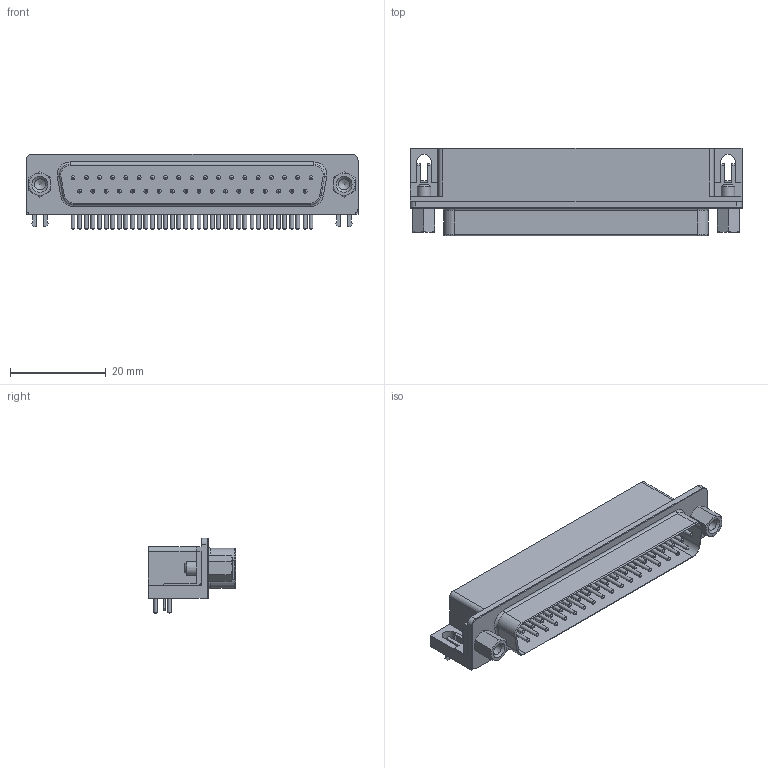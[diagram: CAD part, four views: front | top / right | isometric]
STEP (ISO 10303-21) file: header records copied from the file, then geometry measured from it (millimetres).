
FILE_DESCRIPTION(('FreeCAD Model'),'2;1');
FILE_NAME('Open CASCADE Shape Model','2022-11-12T13:12:53',(''),(''), 'Open CASCADE STEP processor 7.6','FreeCAD','Unknown');
FILE_SCHEMA(('CONFIG_CONTROL_DESIGN','SHAPE_APPEARANCE_LAYER_MIM'));
Length unit declared in the file: millimetre
Products named in the file (11): DB37_Male_Right_Angle_Connector; Array; Body004; Array001; Body005; Body; Body001; Body002 (Mirror #1); Body003 (Mirror #2); Body002; Body003
Assembly tree (45 placements, depth 3):
  DB37_Male_Right_Angle_Connector
    Array
      Body004  x18
    Array001
      Body005  x19
    Body
    Body001
    Body002 (Mirror #1)
    Body003 (Mirror #2)
    Body002
    Body003
Bounding box: 69.32 x 18.2 x 15.75 mm (x, y, z)
Volume: 8604.2 mm3; surface area: 9028.2 mm2
Topology: 43 solids, 43 shells, 453 faces, 897 edges, 530 vertices
Faces by surface type: plane 186, cylinder 118, cone 86, torus 45, bspline 18
Full cylindrical faces by diameter (mm): 0.8 x74, 2.35 x4, 2.845 x2, 3 x4
Entity records: 6897 total; most frequent: DIRECTION 1193, CARTESIAN_POINT 1130, ORIENTED_EDGE 1020, EDGE_CURVE 510, AXIS2_PLACEMENT_3D 433, LINE 327, VECTOR 327, VERTEX_POINT 320
